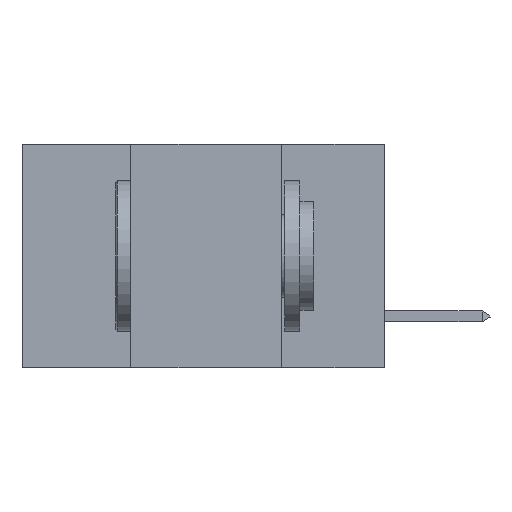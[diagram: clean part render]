
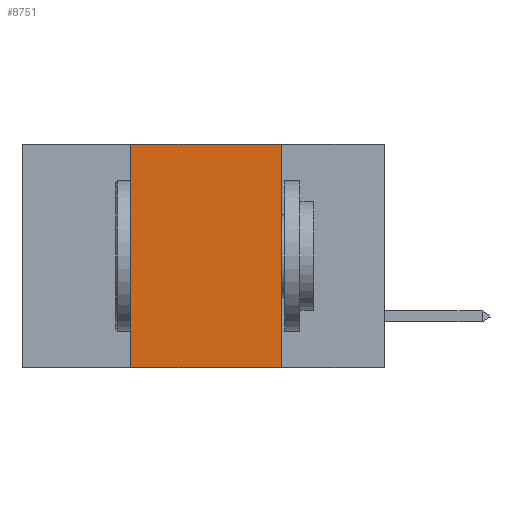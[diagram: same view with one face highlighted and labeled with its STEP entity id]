
A CAD part, left-side view. The second image highlights one B-rep face of the part: STEP entity #8751.
In plain terms, the highlighted planar face has unit normal (-1, 0, 0).
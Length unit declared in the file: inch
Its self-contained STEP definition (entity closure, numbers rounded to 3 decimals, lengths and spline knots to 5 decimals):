
#335 = CARTESIAN_POINT ( 'NONE',  ( 0., 0.6, 0. ) ) ;
#1949 = EDGE_CURVE ( 'NONE', #3930, #19083, #5121, .T. ) ;
#2329 = ORIENTED_EDGE ( 'NONE', *, *, #3338, .F. ) ;
#2647 = FACE_OUTER_BOUND ( 'NONE', #11911, .T. ) ;
#3338 = EDGE_CURVE ( 'NONE', #12938, #3930, #3853, .T. ) ;
#3853 = LINE ( 'NONE', #335, #14899 ) ;
#3930 = VERTEX_POINT ( 'NONE', #14179 ) ;
#4138 = VECTOR ( 'NONE', #16367, 39.37008 ) ;
#4246 = CARTESIAN_POINT ( 'NONE',  ( 0., 0.6, 0. ) ) ;
#4856 = DIRECTION ( 'NONE',  ( 0., -1., 0. ) ) ;
#5121 = LINE ( 'NONE', #16650, #4138 ) ;
#5307 = EDGE_CURVE ( 'NONE', #8282, #12938, #18838, .T. ) ;
#7500 = AXIS2_PLACEMENT_3D ( 'NONE', #4246, #18586, #15482 ) ;
#7855 = EDGE_CURVE ( 'NONE', #8282, #19083, #10695, .T. ) ;
#8282 = VERTEX_POINT ( 'NONE', #13859 ) ;
#8751 = ADVANCED_FACE ( 'NONE', ( #2647 ), #18664, .F. ) ;
#10695 = LINE ( 'NONE', #13819, #13995 ) ;
#11911 = EDGE_LOOP ( 'NONE', ( #12797, #2329, #16833, #20567 ) ) ;
#12302 = VECTOR ( 'NONE', #15394, 39.37008 ) ;
#12797 = ORIENTED_EDGE ( 'NONE', *, *, #1949, .F. ) ;
#12938 = VERTEX_POINT ( 'NONE', #15507 ) ;
#13819 = CARTESIAN_POINT ( 'NONE',  ( 0., 0.6, -0.37 ) ) ;
#13859 = CARTESIAN_POINT ( 'NONE',  ( 0., 0.42, -0.37 ) ) ;
#13995 = VECTOR ( 'NONE', #15550, 39.37008 ) ;
#14179 = CARTESIAN_POINT ( 'NONE',  ( 0., 0.17, 0. ) ) ;
#14899 = VECTOR ( 'NONE', #4856, 39.37008 ) ;
#15394 = DIRECTION ( 'NONE',  ( 0., 0., 1. ) ) ;
#15482 = DIRECTION ( 'NONE',  ( 0., 0., -1. ) ) ;
#15507 = CARTESIAN_POINT ( 'NONE',  ( 0., 0.42, 0. ) ) ;
#15550 = DIRECTION ( 'NONE',  ( 0., -1., 0. ) ) ;
#16367 = DIRECTION ( 'NONE',  ( 0., 0., -1. ) ) ;
#16650 = CARTESIAN_POINT ( 'NONE',  ( 0., 0.17, 0. ) ) ;
#16833 = ORIENTED_EDGE ( 'NONE', *, *, #5307, .F. ) ;
#18580 = CARTESIAN_POINT ( 'NONE',  ( 0., 0.17, -0.37 ) ) ;
#18586 = DIRECTION ( 'NONE',  ( 1., 0., 0. ) ) ;
#18664 = PLANE ( 'NONE',  #7500 ) ;
#18838 = LINE ( 'NONE', #20091, #12302 ) ;
#19083 = VERTEX_POINT ( 'NONE', #18580 ) ;
#20091 = CARTESIAN_POINT ( 'NONE',  ( 0., 0.42, 0. ) ) ;
#20567 = ORIENTED_EDGE ( 'NONE', *, *, #7855, .T. ) ;
